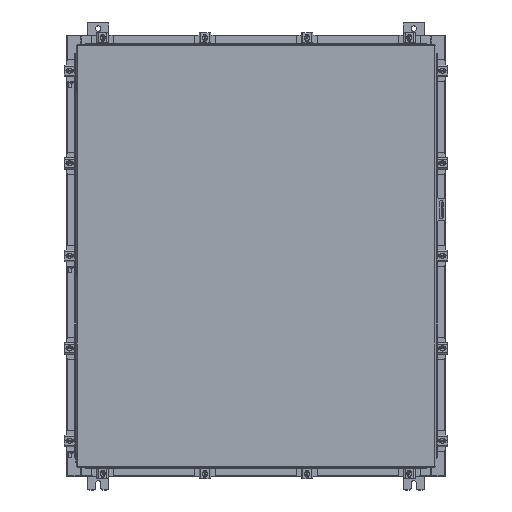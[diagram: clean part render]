
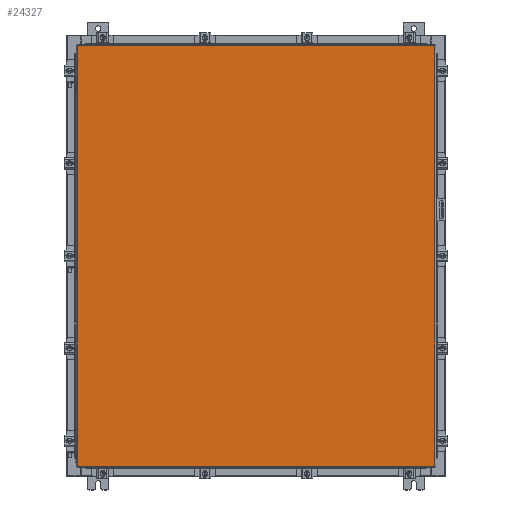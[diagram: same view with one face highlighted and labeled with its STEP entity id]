
A CAD part, top view. The second image highlights one B-rep face of the part: STEP entity #24327.
In plain terms, the highlighted planar face has unit normal (0, 0, 1).
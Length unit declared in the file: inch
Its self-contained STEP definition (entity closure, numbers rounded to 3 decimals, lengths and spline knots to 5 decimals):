
#743 = LINE ( 'NONE', #15717, #11247 ) ;
#1111 = VECTOR ( 'NONE', #24562, 39.37008 ) ;
#3692 = CARTESIAN_POINT ( 'NONE',  ( -16.9903, -20.0063, 0. ) ) ;
#4289 = EDGE_CURVE ( 'NONE', #10469, #16864, #7019, .T. ) ;
#4943 = ORIENTED_EDGE ( 'NONE', *, *, #6233, .T. ) ;
#5531 = CARTESIAN_POINT ( 'NONE',  ( -16.9903, 20.0063, 0. ) ) ;
#5949 = ORIENTED_EDGE ( 'NONE', *, *, #8503, .T. ) ;
#6233 = EDGE_CURVE ( 'NONE', #16864, #25811, #7248, .T. ) ;
#6377 = VECTOR ( 'NONE', #16225, 39.37008 ) ;
#7019 = LINE ( 'NONE', #24593, #6377 ) ;
#7248 = LINE ( 'NONE', #3692, #17790 ) ;
#8055 = VERTEX_POINT ( 'NONE', #26888 ) ;
#8503 = EDGE_CURVE ( 'NONE', #8055, #10469, #17865, .T. ) ;
#10469 = VERTEX_POINT ( 'NONE', #5531 ) ;
#10601 = DIRECTION ( 'NONE',  ( 0., 0., -1. ) ) ;
#10690 = FACE_OUTER_BOUND ( 'NONE', #25115, .T. ) ;
#11247 = VECTOR ( 'NONE', #17852, 39.37008 ) ;
#11597 = DIRECTION ( 'NONE',  ( 1., 0., 0. ) ) ;
#12603 = ORIENTED_EDGE ( 'NONE', *, *, #4289, .T. ) ;
#13802 = CARTESIAN_POINT ( 'NONE',  ( 16.9903, -20.0063, 0. ) ) ;
#14808 = AXIS2_PLACEMENT_3D ( 'NONE', #16870, #10601, #25311 ) ;
#15717 = CARTESIAN_POINT ( 'NONE',  ( 16.9903, -20.0063, 0. ) ) ;
#16160 = ORIENTED_EDGE ( 'NONE', *, *, #26512, .T. ) ;
#16225 = DIRECTION ( 'NONE',  ( 0., -1., 0. ) ) ;
#16864 = VERTEX_POINT ( 'NONE', #20713 ) ;
#16870 = CARTESIAN_POINT ( 'NONE',  ( 0., 0., 0. ) ) ;
#17790 = VECTOR ( 'NONE', #11597, 39.37008 ) ;
#17852 = DIRECTION ( 'NONE',  ( 0., 1., 0. ) ) ;
#17865 = LINE ( 'NONE', #22474, #1111 ) ;
#20713 = CARTESIAN_POINT ( 'NONE',  ( -16.9903, -20.0063, 0. ) ) ;
#22474 = CARTESIAN_POINT ( 'NONE',  ( 16.9903, 20.0063, 0. ) ) ;
#23224 = PLANE ( 'NONE',  #14808 ) ;
#24327 = ADVANCED_FACE ( 'NONE', ( #10690 ), #23224, .F. ) ;
#24562 = DIRECTION ( 'NONE',  ( -1., 0., 0. ) ) ;
#24593 = CARTESIAN_POINT ( 'NONE',  ( -16.9903, 20.0063, 0. ) ) ;
#25115 = EDGE_LOOP ( 'NONE', ( #4943, #16160, #5949, #12603 ) ) ;
#25311 = DIRECTION ( 'NONE',  ( -1., 0., 0. ) ) ;
#25811 = VERTEX_POINT ( 'NONE', #13802 ) ;
#26512 = EDGE_CURVE ( 'NONE', #25811, #8055, #743, .T. ) ;
#26888 = CARTESIAN_POINT ( 'NONE',  ( 16.9903, 20.0063, 0. ) ) ;
